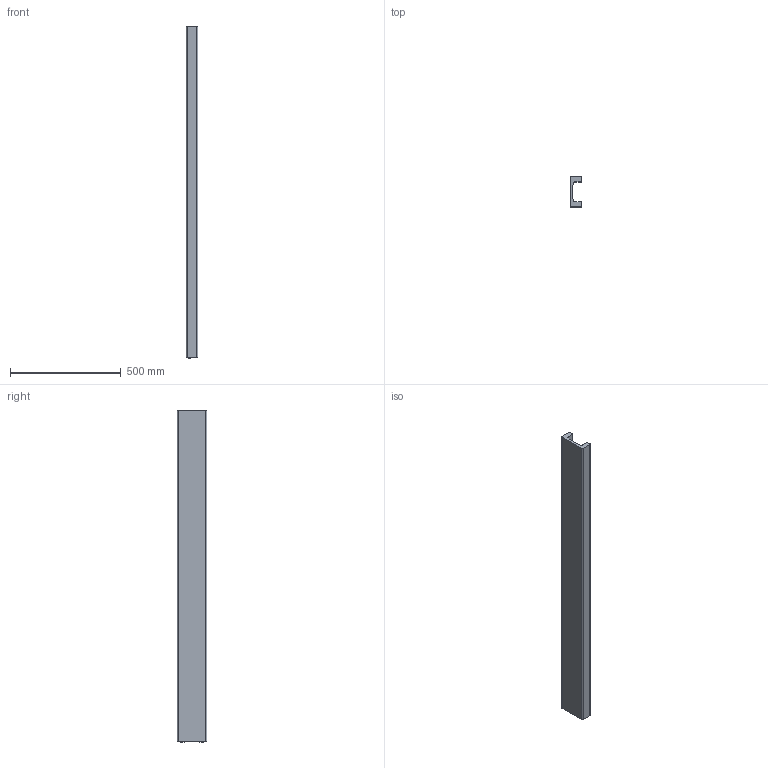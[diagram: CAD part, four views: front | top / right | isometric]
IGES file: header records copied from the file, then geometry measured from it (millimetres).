
Start section: SolidWorks IGES file using analytic representation for surfaces
Global section: file name: CRT_949D027A11.igs; native system: SolidWorks 2019; preprocessor: SolidWorks 2019; author: PCM_PROD1; date: 210310.100348; units: inch
Bounding box: 53 x 135.4 x 1500 mm (x, y, z)
Surface area: 658569.8 mm2 (no closed solid volume)
Topology: 0 solids, 0 shells, 20 faces, 220 edges, 220 vertices
Faces by surface type: bspline 12, revolution 8
